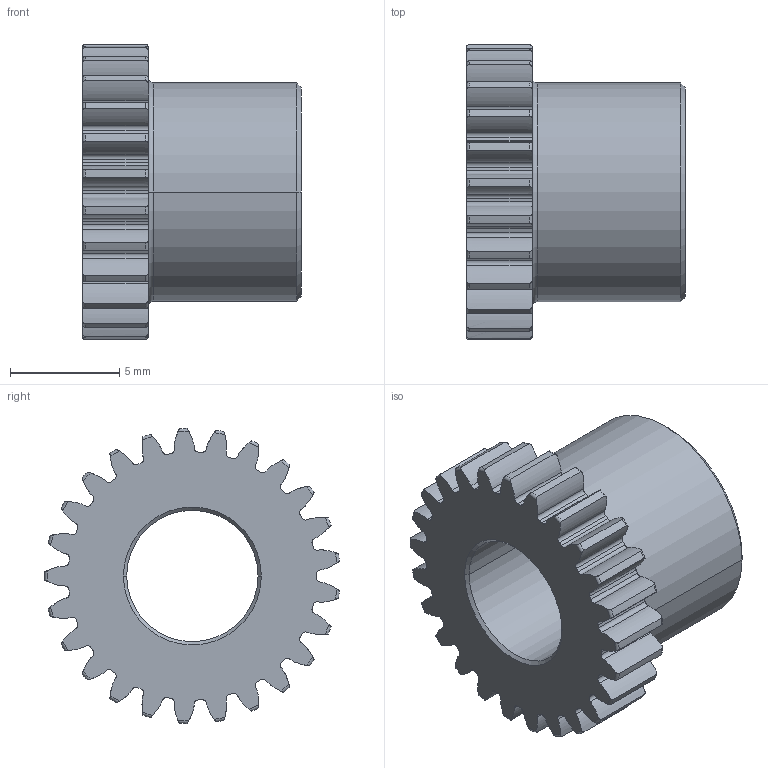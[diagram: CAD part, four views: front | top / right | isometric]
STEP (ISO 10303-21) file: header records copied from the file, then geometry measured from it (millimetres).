
FILE_DESCRIPTION((''),'2;1');
FILE_NAME('36687','2014-10-29T',('carefree'),(''),'PRO/ENGINEER BY PARAMETRIC TECHNOLOGY CORPORATION, 2005030','PRO/ENGINEER BY PARAMETRIC TECHNOLOGY CORPORATION, 2005030','');
FILE_SCHEMA(('CONFIG_CONTROL_DESIGN'));
Length unit declared in the file: millimetre
Products named in the file (1): 36687
Bounding box: 10 x 13.47 x 13.49 mm (x, y, z)
Volume: 630.8 mm3; surface area: 810.3 mm2
Topology: 1 solids, 1 shells, 215 faces, 628 edges, 416 vertices
Faces by surface type: cylinder 104, torus 52, extrusion 50, cone 6, plane 3
Entity records: 9528 total; most frequent: CARTESIAN_POINT 3919, ORIENTED_EDGE 1256, DIRECTION 1076, EDGE_CURVE 628, AXIS2_PLACEMENT_3D 433, VERTEX_POINT 416, CIRCLE 268, B_SPLINE_CURVE_WITH_KNOTS 250
